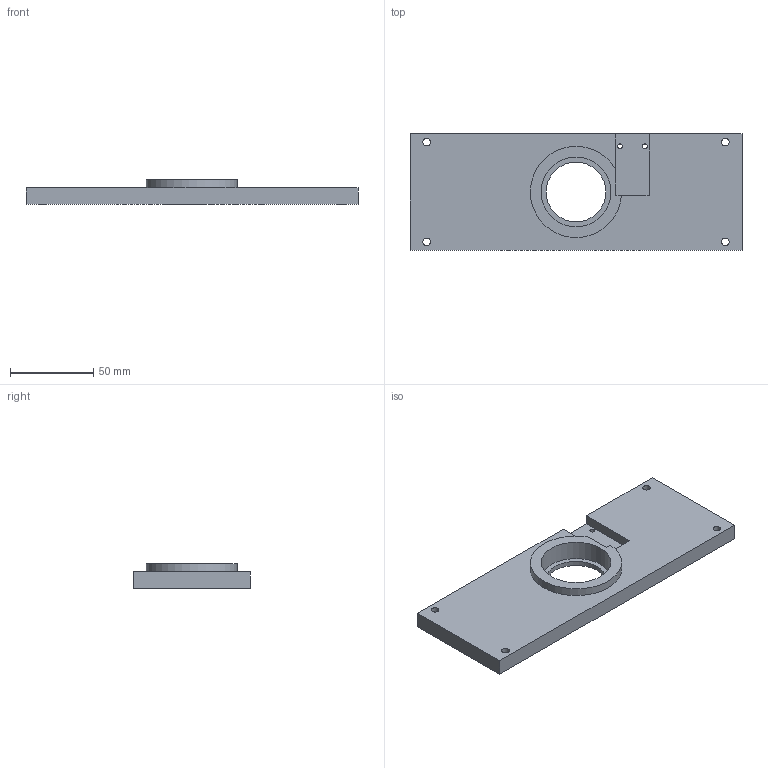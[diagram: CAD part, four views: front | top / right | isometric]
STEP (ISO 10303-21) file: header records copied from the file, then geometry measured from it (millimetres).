
FILE_DESCRIPTION(/* description */ (''),/* implementation_level */ '2;1');
FILE_NAME(/* name */ 'Basisplatte.step',/* time_stamp */ '2018-11-14T21:16:26+01:00',/* author */ ('marcel_wagner_'),/* organization */ (''),/* preprocessor_version */ 'ST-DEVELOPER v17.2',/* originating_system */ 'Autodesk Translation Framework v7.6.0.251',/* authorisation */ '');
FILE_SCHEMA (('AUTOMOTIVE_DESIGN { 1 0 10303 214 3 1 1 }'));
Length unit declared in the file: millimetre
Products named in the file (1): Basisplatte
Bounding box: 200 x 70 x 15 mm (x, y, z)
Volume: 126874 mm3; surface area: 35094.3 mm2
Topology: 1 solids, 1 shells, 21 faces, 54 edges, 36 vertices
Faces by surface type: plane 12, cylinder 9
Full cylindrical faces by diameter (mm): 3 x2, 4.5 x4, 36 x1, 42 x1
Entity records: 714 total; most frequent: DIRECTION 116, CARTESIAN_POINT 112, ORIENTED_EDGE 108, EDGE_CURVE 54, AXIS2_PLACEMENT_3D 40, EDGE_LOOP 36, LINE 36, VECTOR 36
